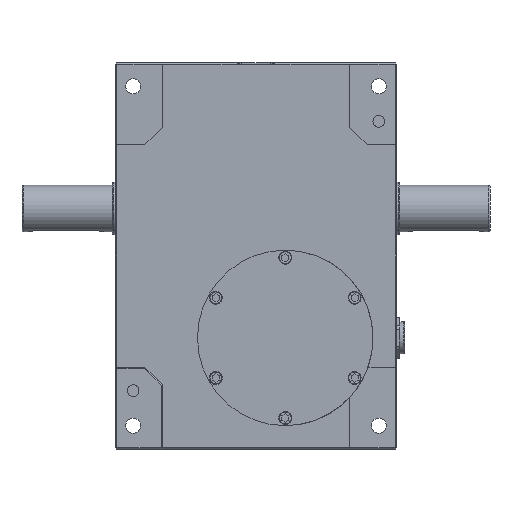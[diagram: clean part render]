
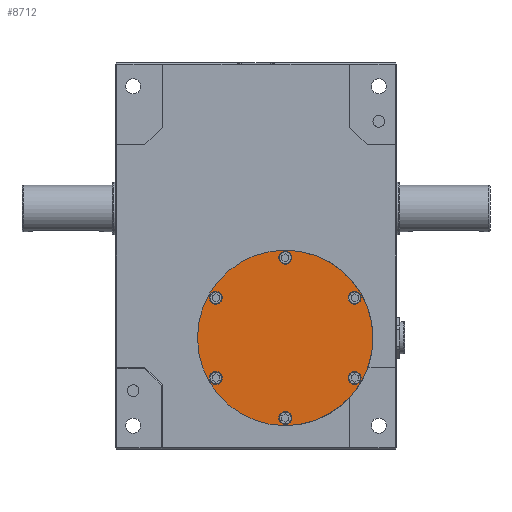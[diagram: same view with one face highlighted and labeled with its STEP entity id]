
A CAD part, front view. The second image highlights one B-rep face of the part: STEP entity #8712.
In plain terms, the highlighted planar face has unit normal (0, -1, 0).
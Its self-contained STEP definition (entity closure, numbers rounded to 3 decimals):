
#217 = CARTESIAN_POINT ( 'NONE',  ( 25., 6.5, -145. ) ) ;
#277 = CIRCLE ( 'NONE', #27103, 75. ) ;
#890 = AXIS2_PLACEMENT_3D ( 'NONE', #26407, #19271, #26516 ) ;
#1139 = CARTESIAN_POINT ( 'NONE',  ( 84.323, 6.5, -35.75 ) ) ;
#1348 = EDGE_CURVE ( 'NONE', #20769, #23143, #2946, .T. ) ;
#1402 = VERTEX_POINT ( 'NONE', #14137 ) ;
#1473 = DIRECTION ( 'NONE',  ( 0., -1., 0. ) ) ;
#1649 = ORIENTED_EDGE ( 'NONE', *, *, #27624, .F. ) ;
#1691 = DIRECTION ( 'NONE',  ( 0., -1., 0. ) ) ;
#2117 = DIRECTION ( 'NONE',  ( 0., 0., -1. ) ) ;
#2452 = EDGE_LOOP ( 'NONE', ( #14362, #24288 ) ) ;
#2946 = CIRCLE ( 'NONE', #3967, 5.5 ) ;
#3479 = AXIS2_PLACEMENT_3D ( 'NONE', #29770, #1691, #16816 ) ;
#3804 = DIRECTION ( 'NONE',  ( 0., -1., 0. ) ) ;
#3876 = DIRECTION ( 'NONE',  ( 0., 0., -1. ) ) ;
#3918 = EDGE_LOOP ( 'NONE', ( #17779, #8658 ) ) ;
#3967 = AXIS2_PLACEMENT_3D ( 'NONE', #4634, #24344, #32157 ) ;
#4009 = DIRECTION ( 'NONE',  ( 0., -1., 0. ) ) ;
#4020 = DIRECTION ( 'NONE',  ( 0., 0., -1. ) ) ;
#4258 = DIRECTION ( 'NONE',  ( 0., 0., -1. ) ) ;
#4409 = CIRCLE ( 'NONE', #23186, 5.5 ) ;
#4560 = EDGE_CURVE ( 'NONE', #9374, #10893, #8532, .T. ) ;
#4634 = CARTESIAN_POINT ( 'NONE',  ( 84.323, 6.5, -104.25 ) ) ;
#4654 = VERTEX_POINT ( 'NONE', #20137 ) ;
#5031 = EDGE_LOOP ( 'NONE', ( #28392, #23448 ) ) ;
#5074 = DIRECTION ( 'NONE',  ( 0., 0., -1. ) ) ;
#5179 = CIRCLE ( 'NONE', #11217, 5.5 ) ;
#5399 = CARTESIAN_POINT ( 'NONE',  ( 25., 6.5, -1.5 ) ) ;
#5424 = AXIS2_PLACEMENT_3D ( 'NONE', #24237, #26767, #19621 ) ;
#5543 = VERTEX_POINT ( 'NONE', #23605 ) ;
#6101 = EDGE_LOOP ( 'NONE', ( #1649, #23808 ) ) ;
#6123 = CIRCLE ( 'NONE', #16168, 5.5 ) ;
#7314 = AXIS2_PLACEMENT_3D ( 'NONE', #13329, #4009, #10724 ) ;
#7700 = EDGE_CURVE ( 'NONE', #9336, #23858, #5179, .T. ) ;
#7819 = CARTESIAN_POINT ( 'NONE',  ( -34.323, 6.5, -104.25 ) ) ;
#7909 = EDGE_LOOP ( 'NONE', ( #23397, #20731 ) ) ;
#7972 = EDGE_LOOP ( 'NONE', ( #29184, #20528 ) ) ;
#8136 = CARTESIAN_POINT ( 'NONE',  ( 25., 6.5, -138.5 ) ) ;
#8532 = CIRCLE ( 'NONE', #16448, 5.5 ) ;
#8648 = CARTESIAN_POINT ( 'NONE',  ( 84.323, 6.5, -98.75 ) ) ;
#8658 = ORIENTED_EDGE ( 'NONE', *, *, #4560, .F. ) ;
#8696 = FACE_BOUND ( 'NONE', #23556, .T. ) ;
#8712 = ADVANCED_FACE ( 'NONE', ( #15316, #14524, #17678, #16092, #20826, #28696, #8696 ), #19054, .T. ) ;
#8891 = DIRECTION ( 'NONE',  ( 0., -1., 0. ) ) ;
#8979 = CARTESIAN_POINT ( 'NONE',  ( 25., 6.5, -1.5 ) ) ;
#9090 = VERTEX_POINT ( 'NONE', #26489 ) ;
#9133 = CIRCLE ( 'NONE', #3479, 5.5 ) ;
#9336 = VERTEX_POINT ( 'NONE', #32322 ) ;
#9374 = VERTEX_POINT ( 'NONE', #10396 ) ;
#9969 = CIRCLE ( 'NONE', #7314, 5.5 ) ;
#9976 = VERTEX_POINT ( 'NONE', #217 ) ;
#10396 = CARTESIAN_POINT ( 'NONE',  ( -34.323, 6.5, -98.75 ) ) ;
#10424 = AXIS2_PLACEMENT_3D ( 'NONE', #16630, #26967, #4258 ) ;
#10724 = DIRECTION ( 'NONE',  ( 0., 0., -1. ) ) ;
#10893 = VERTEX_POINT ( 'NONE', #16593 ) ;
#11052 = VERTEX_POINT ( 'NONE', #27798 ) ;
#11130 = DIRECTION ( 'NONE',  ( 0., -1., 0. ) ) ;
#11217 = AXIS2_PLACEMENT_3D ( 'NONE', #8979, #13974, #31534 ) ;
#11487 = CARTESIAN_POINT ( 'NONE',  ( 25., 6.5, -70. ) ) ;
#11922 = VERTEX_POINT ( 'NONE', #25174 ) ;
#12699 = DIRECTION ( 'NONE',  ( 0., 0., -1. ) ) ;
#13224 = ORIENTED_EDGE ( 'NONE', *, *, #7700, .F. ) ;
#13329 = CARTESIAN_POINT ( 'NONE',  ( 25., 6.5, -138.5 ) ) ;
#13882 = DIRECTION ( 'NONE',  ( 0., 0., -1. ) ) ;
#13974 = DIRECTION ( 'NONE',  ( 0., -1., 0. ) ) ;
#14017 = EDGE_CURVE ( 'NONE', #1402, #11052, #6123, .T. ) ;
#14086 = CIRCLE ( 'NONE', #18633, 5.5 ) ;
#14137 = CARTESIAN_POINT ( 'NONE',  ( -34.323, 6.5, -30.25 ) ) ;
#14362 = ORIENTED_EDGE ( 'NONE', *, *, #18844, .T. ) ;
#14524 = FACE_BOUND ( 'NONE', #6101, .T. ) ;
#14575 = CARTESIAN_POINT ( 'NONE',  ( 25., 6.5, 4. ) ) ;
#14908 = VERTEX_POINT ( 'NONE', #29530 ) ;
#15205 = DIRECTION ( 'NONE',  ( 0., 0., -1. ) ) ;
#15316 = FACE_OUTER_BOUND ( 'NONE', #2452, .T. ) ;
#15840 = AXIS2_PLACEMENT_3D ( 'NONE', #1139, #3804, #4020 ) ;
#16092 = FACE_BOUND ( 'NONE', #7909, .T. ) ;
#16168 = AXIS2_PLACEMENT_3D ( 'NONE', #16290, #1473, #13882 ) ;
#16290 = CARTESIAN_POINT ( 'NONE',  ( -34.323, 6.5, -35.75 ) ) ;
#16448 = AXIS2_PLACEMENT_3D ( 'NONE', #7819, #32568, #12699 ) ;
#16593 = CARTESIAN_POINT ( 'NONE',  ( -34.323, 6.5, -109.75 ) ) ;
#16630 = CARTESIAN_POINT ( 'NONE',  ( 25., 6.5, -70. ) ) ;
#16816 = DIRECTION ( 'NONE',  ( 0., 0., -1. ) ) ;
#17012 = EDGE_CURVE ( 'NONE', #14908, #5543, #4409, .T. ) ;
#17298 = EDGE_CURVE ( 'NONE', #9090, #11922, #27566, .T. ) ;
#17496 = EDGE_CURVE ( 'NONE', #23143, #20769, #9133, .T. ) ;
#17678 = FACE_BOUND ( 'NONE', #3918, .T. ) ;
#17779 = ORIENTED_EDGE ( 'NONE', *, *, #31628, .F. ) ;
#18175 = EDGE_CURVE ( 'NONE', #23858, #9336, #18467, .T. ) ;
#18467 = CIRCLE ( 'NONE', #23243, 5.5 ) ;
#18633 = AXIS2_PLACEMENT_3D ( 'NONE', #23831, #11130, #3876 ) ;
#18844 = EDGE_CURVE ( 'NONE', #4654, #9976, #28242, .T. ) ;
#19054 = PLANE ( 'NONE',  #10424 ) ;
#19271 = DIRECTION ( 'NONE',  ( 0., -1., 0. ) ) ;
#19621 = DIRECTION ( 'NONE',  ( 0., 0., -1. ) ) ;
#19957 = DIRECTION ( 'NONE',  ( 0., -1., 0. ) ) ;
#20137 = CARTESIAN_POINT ( 'NONE',  ( 25., 6.5, 5. ) ) ;
#20235 = CARTESIAN_POINT ( 'NONE',  ( 84.323, 6.5, -109.75 ) ) ;
#20354 = DIRECTION ( 'NONE',  ( 0., -1., 0. ) ) ;
#20528 = ORIENTED_EDGE ( 'NONE', *, *, #17298, .F. ) ;
#20731 = ORIENTED_EDGE ( 'NONE', *, *, #17012, .F. ) ;
#20769 = VERTEX_POINT ( 'NONE', #8648 ) ;
#20826 = FACE_BOUND ( 'NONE', #5031, .T. ) ;
#21065 = EDGE_CURVE ( 'NONE', #9976, #4654, #277, .T. ) ;
#22813 = CIRCLE ( 'NONE', #5424, 5.5 ) ;
#23143 = VERTEX_POINT ( 'NONE', #20235 ) ;
#23186 = AXIS2_PLACEMENT_3D ( 'NONE', #8136, #20354, #15205 ) ;
#23243 = AXIS2_PLACEMENT_3D ( 'NONE', #5399, #19957, #5074 ) ;
#23397 = ORIENTED_EDGE ( 'NONE', *, *, #31000, .F. ) ;
#23448 = ORIENTED_EDGE ( 'NONE', *, *, #1348, .F. ) ;
#23556 = EDGE_LOOP ( 'NONE', ( #13224, #29673 ) ) ;
#23605 = CARTESIAN_POINT ( 'NONE',  ( 25., 6.5, -144. ) ) ;
#23808 = ORIENTED_EDGE ( 'NONE', *, *, #14017, .F. ) ;
#23831 = CARTESIAN_POINT ( 'NONE',  ( -34.323, 6.5, -35.75 ) ) ;
#23858 = VERTEX_POINT ( 'NONE', #14575 ) ;
#24237 = CARTESIAN_POINT ( 'NONE',  ( -34.323, 6.5, -104.25 ) ) ;
#24288 = ORIENTED_EDGE ( 'NONE', *, *, #21065, .T. ) ;
#24344 = DIRECTION ( 'NONE',  ( 0., -1., 0. ) ) ;
#24345 = EDGE_CURVE ( 'NONE', #11922, #9090, #26458, .T. ) ;
#25174 = CARTESIAN_POINT ( 'NONE',  ( 84.323, 6.5, -41.25 ) ) ;
#26407 = CARTESIAN_POINT ( 'NONE',  ( 84.323, 6.5, -35.75 ) ) ;
#26458 = CIRCLE ( 'NONE', #890, 5.5 ) ;
#26489 = CARTESIAN_POINT ( 'NONE',  ( 84.323, 6.5, -30.25 ) ) ;
#26491 = DIRECTION ( 'NONE',  ( 0., 0., -1. ) ) ;
#26516 = DIRECTION ( 'NONE',  ( 0., 0., -1. ) ) ;
#26767 = DIRECTION ( 'NONE',  ( 0., -1., 0. ) ) ;
#26913 = DIRECTION ( 'NONE',  ( 0., -1., 0. ) ) ;
#26967 = DIRECTION ( 'NONE',  ( 0., -1., 0. ) ) ;
#27103 = AXIS2_PLACEMENT_3D ( 'NONE', #31961, #26913, #2117 ) ;
#27566 = CIRCLE ( 'NONE', #15840, 5.5 ) ;
#27624 = EDGE_CURVE ( 'NONE', #11052, #1402, #14086, .T. ) ;
#27798 = CARTESIAN_POINT ( 'NONE',  ( -34.323, 6.5, -41.25 ) ) ;
#28242 = CIRCLE ( 'NONE', #28321, 75. ) ;
#28321 = AXIS2_PLACEMENT_3D ( 'NONE', #11487, #8891, #26491 ) ;
#28392 = ORIENTED_EDGE ( 'NONE', *, *, #17496, .F. ) ;
#28696 = FACE_BOUND ( 'NONE', #7972, .T. ) ;
#29184 = ORIENTED_EDGE ( 'NONE', *, *, #24345, .F. ) ;
#29530 = CARTESIAN_POINT ( 'NONE',  ( 25., 6.5, -133. ) ) ;
#29673 = ORIENTED_EDGE ( 'NONE', *, *, #18175, .F. ) ;
#29770 = CARTESIAN_POINT ( 'NONE',  ( 84.323, 6.5, -104.25 ) ) ;
#31000 = EDGE_CURVE ( 'NONE', #5543, #14908, #9969, .T. ) ;
#31534 = DIRECTION ( 'NONE',  ( 0., 0., -1. ) ) ;
#31628 = EDGE_CURVE ( 'NONE', #10893, #9374, #22813, .T. ) ;
#31961 = CARTESIAN_POINT ( 'NONE',  ( 25., 6.5, -70. ) ) ;
#32157 = DIRECTION ( 'NONE',  ( 0., 0., -1. ) ) ;
#32322 = CARTESIAN_POINT ( 'NONE',  ( 25., 6.5, -7. ) ) ;
#32568 = DIRECTION ( 'NONE',  ( 0., -1., 0. ) ) ;
